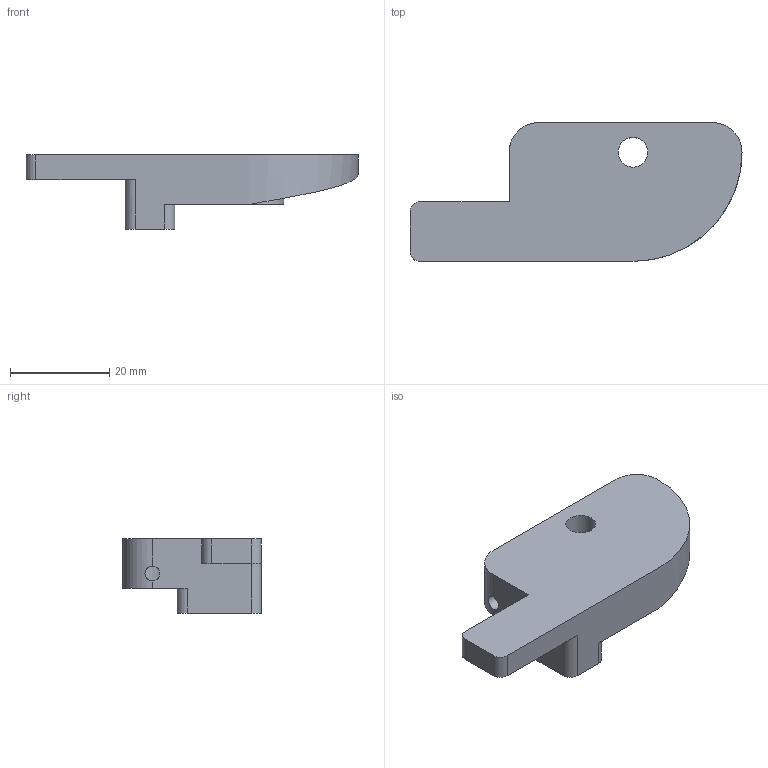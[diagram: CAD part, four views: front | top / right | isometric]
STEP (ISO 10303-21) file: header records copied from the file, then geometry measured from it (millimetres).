
FILE_DESCRIPTION(('FreeCAD Model'),'2;1');
FILE_NAME('QuickFit.step','2015-08-31T13:25:54',('Author'),(''), 'Open CASCADE STEP processor 6.8','FreeCAD','Unknown');
FILE_SCHEMA(('AUTOMOTIVE_DESIGN_CC2 { 1 2 10303 214 -1 1 5 4 }'));
Length unit declared in the file: millimetre
Products named in the file (2): ASSEMBLY; QuickFit
Assembly tree (1 placements, depth 2):
  ASSEMBLY
    QuickFit
Bounding box: 67 x 28 x 15 mm (x, y, z)
Volume: 11725.1 mm3; surface area: 4954 mm2
Topology: 1 solids, 1 shells, 37 faces, 102 edges, 68 vertices
Faces by surface type: plane 20, cylinder 14, bspline 3
Full cylindrical faces by diameter (mm): 3 x2, 6 x1, 10 x1
Entity records: 3968 total; most frequent: CARTESIAN_POINT 1981, DIRECTION 336, ORIENTED_EDGE 204, PCURVE 204, DEFINITIONAL_REPRESENTATION 204, LINE 200, VECTOR 200, EDGE_CURVE 102
